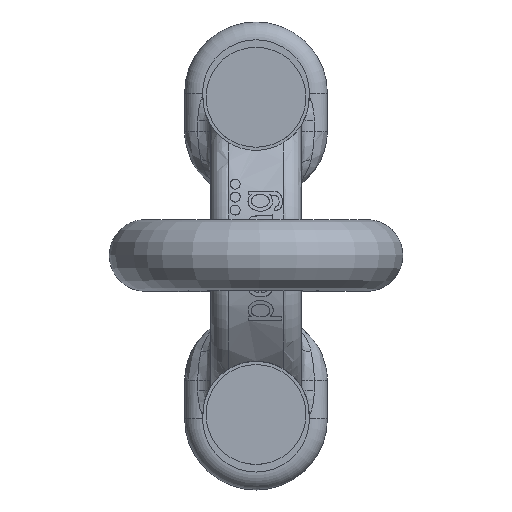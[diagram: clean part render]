
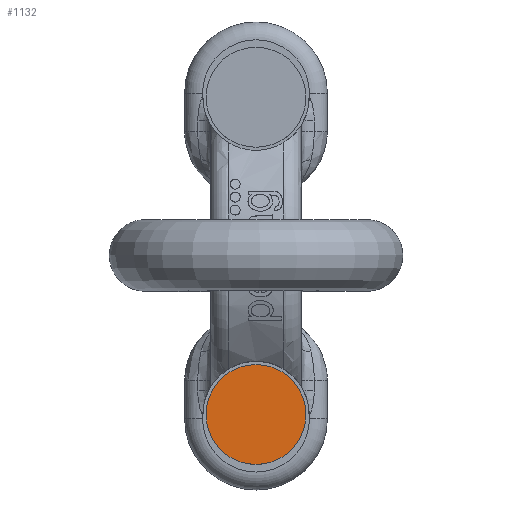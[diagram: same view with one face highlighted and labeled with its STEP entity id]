
A CAD part, top view. The second image highlights one B-rep face of the part: STEP entity #1132.
In plain terms, the highlighted planar face has unit normal (0, 0, 1).
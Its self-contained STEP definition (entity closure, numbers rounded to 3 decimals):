
#817=PLANE('',#3721);
#966=FACE_OUTER_BOUND('',#1727,.T.);
#1132=ADVANCED_FACE('',(#966),#817,.F.);
#1727=EDGE_LOOP('',(#2829));
#2027=CIRCLE('',#3718,31.5);
#2829=ORIENTED_EDGE('',*,*,#3505,.F.);
#3101=VERTEX_POINT('',#7992);
#3505=EDGE_CURVE('',#3101,#3101,#2027,.T.);
#3718=AXIS2_PLACEMENT_3D('',#7991,#4279,#4280);
#3721=AXIS2_PLACEMENT_3D('',#7996,#4285,#4286);
#4279=DIRECTION('',(0.,0.,-1.));
#4280=DIRECTION('',(0.,-1.,0.));
#4285=DIRECTION('',(0.,0.,-1.));
#4286=DIRECTION('',(-1.,0.,0.));
#7991=CARTESIAN_POINT('',(0.,-100.,56.5));
#7992=CARTESIAN_POINT('',(0.,-131.5,56.5));
#7996=CARTESIAN_POINT('',(0.,-100.,56.5));
